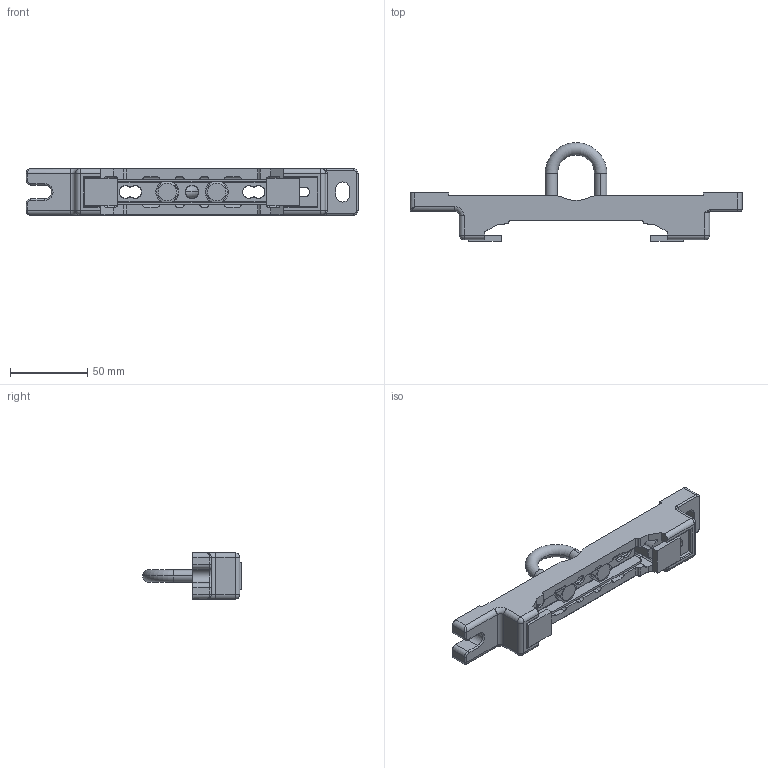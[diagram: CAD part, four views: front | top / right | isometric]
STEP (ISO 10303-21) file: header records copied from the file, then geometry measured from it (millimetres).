
FILE_DESCRIPTION (( 'STEP AP203' ), '1' );
FILE_NAME ('222456.STEP', '2016-01-20T09:09:46', ( '' ), ( '' ), 'SwSTEP 2.0', 'SolidWorks 2015', '' );
FILE_SCHEMA (( 'CONFIG_CONTROL_DESIGN' ));
Length unit declared in the file: millimetre
Products named in the file (1): 222456
Bounding box: 215 x 63.9 x 30 mm (x, y, z)
Volume: 94045.3 mm3; surface area: 38422.2 mm2
Topology: 1 solids, 1 shells, 462 faces, 1262 edges, 782 vertices
Faces by surface type: cylinder 227, plane 164, torus 29, bspline 18, cone 12, sphere 12
Entity records: 15728 total; most frequent: CARTESIAN_POINT 4123, ORIENTED_EDGE 2484, DIRECTION 2435, EDGE_CURVE 1242, AXIS2_PLACEMENT_3D 898, VERTEX_POINT 782, LINE 639, VECTOR 639
